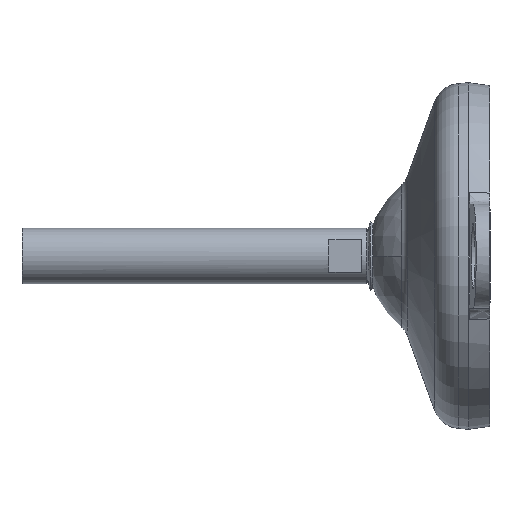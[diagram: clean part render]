
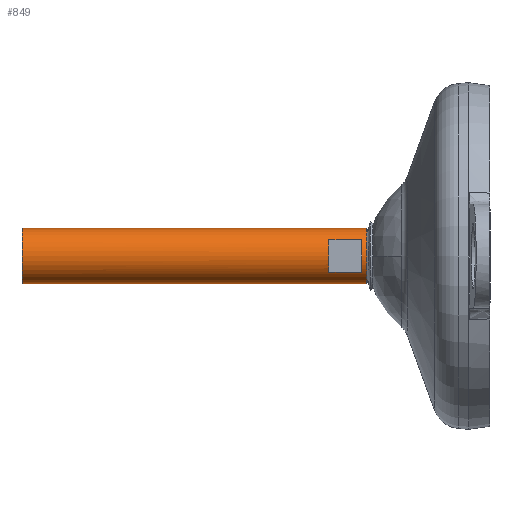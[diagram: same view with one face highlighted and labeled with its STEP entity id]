
A CAD part, left-side view. The second image highlights one B-rep face of the part: STEP entity #849.
In plain terms, the highlighted cylindrical face has radius 8 mm (diameter 16 mm), a partial arc.
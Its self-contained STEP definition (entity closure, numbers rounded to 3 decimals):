
#5 = VECTOR ( 'NONE', #109, 1000. ) ;
#40 = CARTESIAN_POINT ( 'NONE',  ( 0., 135., 0. ) ) ;
#61 = CARTESIAN_POINT ( 'NONE',  ( 0., 135., 8. ) ) ;
#69 = ORIENTED_EDGE ( 'NONE', *, *, #681, .F. ) ;
#92 = ORIENTED_EDGE ( 'NONE', *, *, #1086, .T. ) ;
#95 = AXIS2_PLACEMENT_3D ( 'NONE', #40, #1399, #1528 ) ;
#109 = DIRECTION ( 'NONE',  ( 0., -1., 0. ) ) ;
#133 = LINE ( 'NONE', #378, #5 ) ;
#151 = AXIS2_PLACEMENT_3D ( 'NONE', #1571, #1704, #347 ) ;
#190 = VERTEX_POINT ( 'NONE', #1432 ) ;
#193 = ORIENTED_EDGE ( 'NONE', *, *, #439, .F. ) ;
#200 = VERTEX_POINT ( 'NONE', #1189 ) ;
#250 = CARTESIAN_POINT ( 'NONE',  ( 0., 35.5, -8. ) ) ;
#290 = AXIS2_PLACEMENT_3D ( 'NONE', #545, #1079, #1607 ) ;
#296 = ORIENTED_EDGE ( 'NONE', *, *, #1366, .T. ) ;
#302 = CARTESIAN_POINT ( 'NONE',  ( -6.5, 0., 4.664 ) ) ;
#318 = CARTESIAN_POINT ( 'NONE',  ( 0., 37., 0. ) ) ;
#342 = AXIS2_PLACEMENT_3D ( 'NONE', #1736, #947, #1729 ) ;
#347 = DIRECTION ( 'NONE',  ( 0., 0., -1. ) ) ;
#356 = EDGE_LOOP ( 'NONE', ( #193, #92, #1047, #69 ) ) ;
#378 = CARTESIAN_POINT ( 'NONE',  ( 0., 0., -8. ) ) ;
#439 = EDGE_CURVE ( 'NONE', #1564, #673, #764, .T. ) ;
#441 = DIRECTION ( 'NONE',  ( 0., -1., 0. ) ) ;
#444 = VERTEX_POINT ( 'NONE', #250 ) ;
#544 = VECTOR ( 'NONE', #844, 1000. ) ;
#545 = CARTESIAN_POINT ( 'NONE',  ( 0., 35.5, 0. ) ) ;
#632 = DIRECTION ( 'NONE',  ( 0., -1., 0. ) ) ;
#672 = CARTESIAN_POINT ( 'NONE',  ( -6.5, 0., -4.664 ) ) ;
#673 = VERTEX_POINT ( 'NONE', #1069 ) ;
#681 = EDGE_CURVE ( 'NONE', #673, #444, #995, .T. ) ;
#686 = LINE ( 'NONE', #672, #1658 ) ;
#747 = AXIS2_PLACEMENT_3D ( 'NONE', #318, #441, #1228 ) ;
#764 = LINE ( 'NONE', #1298, #1553 ) ;
#787 = FACE_OUTER_BOUND ( 'NONE', #356, .T. ) ;
#844 = DIRECTION ( 'NONE',  ( 0., -1., 0. ) ) ;
#849 = ADVANCED_FACE ( 'NONE', ( #787, #1015 ), #1149, .T. ) ;
#928 = DIRECTION ( 'NONE',  ( 0., 1., 0. ) ) ;
#945 = VERTEX_POINT ( 'NONE', #1345 ) ;
#947 = DIRECTION ( 'NONE',  ( 0., 1., 0. ) ) ;
#956 = CARTESIAN_POINT ( 'NONE',  ( -6.5, 46.5, -4.664 ) ) ;
#964 = ORIENTED_EDGE ( 'NONE', *, *, #1058, .T. ) ;
#977 = EDGE_CURVE ( 'NONE', #190, #1547, #686, .T. ) ;
#993 = ORIENTED_EDGE ( 'NONE', *, *, #1099, .T. ) ;
#995 = CIRCLE ( 'NONE', #290, 8. ) ;
#1015 = FACE_BOUND ( 'NONE', #1191, .T. ) ;
#1035 = CARTESIAN_POINT ( 'NONE',  ( -6.5, 37., 4.664 ) ) ;
#1047 = ORIENTED_EDGE ( 'NONE', *, *, #1426, .T. ) ;
#1058 = EDGE_CURVE ( 'NONE', #945, #1684, #1238, .T. ) ;
#1069 = CARTESIAN_POINT ( 'NONE',  ( 0., 35.5, 8. ) ) ;
#1079 = DIRECTION ( 'NONE',  ( 0., -1., 0. ) ) ;
#1086 = EDGE_CURVE ( 'NONE', #1564, #200, #1159, .T. ) ;
#1099 = EDGE_CURVE ( 'NONE', #1684, #190, #1349, .T. ) ;
#1103 = CIRCLE ( 'NONE', #342, 8. ) ;
#1149 = CYLINDRICAL_SURFACE ( 'NONE', #151, 8. ) ;
#1159 = CIRCLE ( 'NONE', #95, 8. ) ;
#1189 = CARTESIAN_POINT ( 'NONE',  ( 0., 135., -8. ) ) ;
#1191 = EDGE_LOOP ( 'NONE', ( #1240, #296, #964, #993 ) ) ;
#1228 = DIRECTION ( 'NONE',  ( 0., 0., -1. ) ) ;
#1238 = LINE ( 'NONE', #302, #544 ) ;
#1240 = ORIENTED_EDGE ( 'NONE', *, *, #977, .T. ) ;
#1298 = CARTESIAN_POINT ( 'NONE',  ( 0., 0., 8. ) ) ;
#1345 = CARTESIAN_POINT ( 'NONE',  ( -6.5, 46.5, 4.664 ) ) ;
#1349 = CIRCLE ( 'NONE', #747, 8. ) ;
#1366 = EDGE_CURVE ( 'NONE', #1547, #945, #1103, .T. ) ;
#1399 = DIRECTION ( 'NONE',  ( 0., -1., 0. ) ) ;
#1426 = EDGE_CURVE ( 'NONE', #200, #444, #133, .T. ) ;
#1432 = CARTESIAN_POINT ( 'NONE',  ( -6.5, 37., -4.664 ) ) ;
#1528 = DIRECTION ( 'NONE',  ( 0., 0., -1. ) ) ;
#1547 = VERTEX_POINT ( 'NONE', #956 ) ;
#1553 = VECTOR ( 'NONE', #632, 1000. ) ;
#1564 = VERTEX_POINT ( 'NONE', #61 ) ;
#1571 = CARTESIAN_POINT ( 'NONE',  ( 0., 0., 0. ) ) ;
#1607 = DIRECTION ( 'NONE',  ( 0., 0., -1. ) ) ;
#1658 = VECTOR ( 'NONE', #928, 1000. ) ;
#1684 = VERTEX_POINT ( 'NONE', #1035 ) ;
#1704 = DIRECTION ( 'NONE',  ( 0., -1., 0. ) ) ;
#1729 = DIRECTION ( 'NONE',  ( 0., 0., 1. ) ) ;
#1736 = CARTESIAN_POINT ( 'NONE',  ( 0., 46.5, 0. ) ) ;
